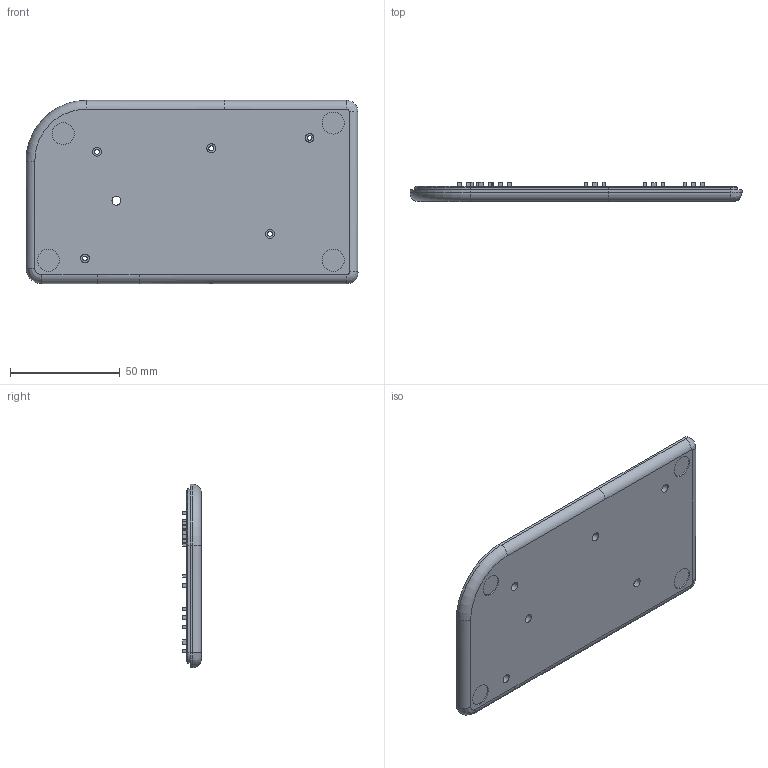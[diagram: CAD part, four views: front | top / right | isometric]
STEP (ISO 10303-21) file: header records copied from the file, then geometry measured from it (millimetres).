
FILE_DESCRIPTION(/* description */ (''),/* implementation_level */ '2;1');
FILE_NAME(/* name */ 'Pocket organ V18 v7 bot.step',/* time_stamp */ '2021-04-24T20:12:42+08:00',/* author */ (''),/* organization */ (''),/* preprocessor_version */ 'ST-DEVELOPER v18.1',/* originating_system */ 'Autodesk Translation Framework v10.6.0.1341',/* authorisation */ '');
FILE_SCHEMA (('AUTOMOTIVE_DESIGN { 1 0 10303 214 3 1 1 }'));
Length unit declared in the file: millimetre
Products named in the file (1): Pocket organ V18 enclosure (redone)
Bounding box: 151.06 x 8.6 x 83.37 mm (x, y, z)
Volume: 30039.9 mm3; surface area: 30428.3 mm2
Topology: 1 solids, 1 shells, 246 faces, 623 edges, 394 vertices
Faces by surface type: plane 160, cylinder 78, cone 4, bspline 3, torus 1
Full cylindrical faces by diameter (mm): 2.2 x5, 4 x6, 10 x4
Entity records: 7661 total; most frequent: CARTESIAN_POINT 1587, DIRECTION 1261, ORIENTED_EDGE 1246, EDGE_CURVE 623, LINE 451, VECTOR 451, AXIS2_PLACEMENT_3D 405, VERTEX_POINT 394
